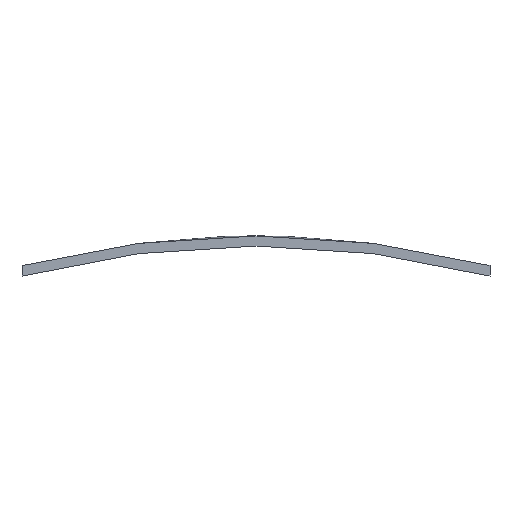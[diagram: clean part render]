
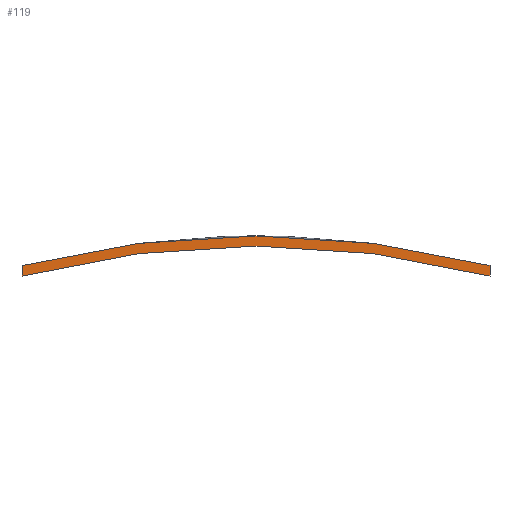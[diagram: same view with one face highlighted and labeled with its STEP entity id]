
A CAD part, front view. The second image highlights one B-rep face of the part: STEP entity #119.
In plain terms, the highlighted planar face has unit normal (0, -1, 0).
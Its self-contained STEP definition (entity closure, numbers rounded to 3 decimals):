
#13 = PLANE ( 'NONE',  #234 ) ;
#15 = ORIENTED_EDGE ( 'NONE', *, *, #259, .F. ) ;
#18 = CARTESIAN_POINT ( 'NONE',  ( -17.312, 0., 67.309 ) ) ;
#21 = CARTESIAN_POINT ( 'NONE',  ( 0., 0., 0. ) ) ;
#38 = EDGE_CURVE ( 'NONE', #47, #393, #451, .T. ) ;
#40 = VERTEX_POINT ( 'NONE', #456 ) ;
#47 = VERTEX_POINT ( 'NONE', #63 ) ;
#55 = LINE ( 'NONE', #407, #418 ) ;
#62 = DIRECTION ( 'NONE',  ( 0., 0., 1. ) ) ;
#63 = CARTESIAN_POINT ( 'NONE',  ( 17.312, 0., 66.535 ) ) ;
#67 = CARTESIAN_POINT ( 'NONE',  ( 17.312, 0., 67.309 ) ) ;
#119 = ADVANCED_FACE ( 'NONE', ( #546 ), #13, .F. ) ;
#133 = VERTEX_POINT ( 'NONE', #18 ) ;
#200 = EDGE_CURVE ( 'NONE', #40, #47, #207, .T. ) ;
#207 = CIRCLE ( 'NONE', #298, 68.75 ) ;
#212 = EDGE_CURVE ( 'NONE', #40, #133, #55, .T. ) ;
#225 = VECTOR ( 'NONE', #274, 1000. ) ;
#227 = DIRECTION ( 'NONE',  ( 0., 1., 0. ) ) ;
#232 = DIRECTION ( 'NONE',  ( 0., 0., 1. ) ) ;
#234 = AXIS2_PLACEMENT_3D ( 'NONE', #21, #284, #232 ) ;
#259 = EDGE_CURVE ( 'NONE', #133, #393, #455, .T. ) ;
#269 = DIRECTION ( 'NONE',  ( 0., 1., 0. ) ) ;
#274 = DIRECTION ( 'NONE',  ( 0., 0., 1. ) ) ;
#276 = ORIENTED_EDGE ( 'NONE', *, *, #212, .F. ) ;
#284 = DIRECTION ( 'NONE',  ( 0., 1., 0. ) ) ;
#298 = AXIS2_PLACEMENT_3D ( 'NONE', #522, #269, #62 ) ;
#314 = DIRECTION ( 'NONE',  ( 0., 0., 1. ) ) ;
#393 = VERTEX_POINT ( 'NONE', #67 ) ;
#407 = CARTESIAN_POINT ( 'NONE',  ( -17.312, 0., 0. ) ) ;
#418 = VECTOR ( 'NONE', #538, 1000. ) ;
#436 = ORIENTED_EDGE ( 'NONE', *, *, #200, .T. ) ;
#448 = ORIENTED_EDGE ( 'NONE', *, *, #38, .T. ) ;
#451 = LINE ( 'NONE', #500, #225 ) ;
#455 = CIRCLE ( 'NONE', #524, 69.5 ) ;
#456 = CARTESIAN_POINT ( 'NONE',  ( -17.312, 0., 66.535 ) ) ;
#458 = CARTESIAN_POINT ( 'NONE',  ( 0., 0., 0. ) ) ;
#481 = EDGE_LOOP ( 'NONE', ( #276, #436, #448, #15 ) ) ;
#500 = CARTESIAN_POINT ( 'NONE',  ( 17.312, 0., 0. ) ) ;
#522 = CARTESIAN_POINT ( 'NONE',  ( 0., 0., 0. ) ) ;
#524 = AXIS2_PLACEMENT_3D ( 'NONE', #458, #227, #314 ) ;
#538 = DIRECTION ( 'NONE',  ( 0., 0., 1. ) ) ;
#546 = FACE_OUTER_BOUND ( 'NONE', #481, .T. ) ;
